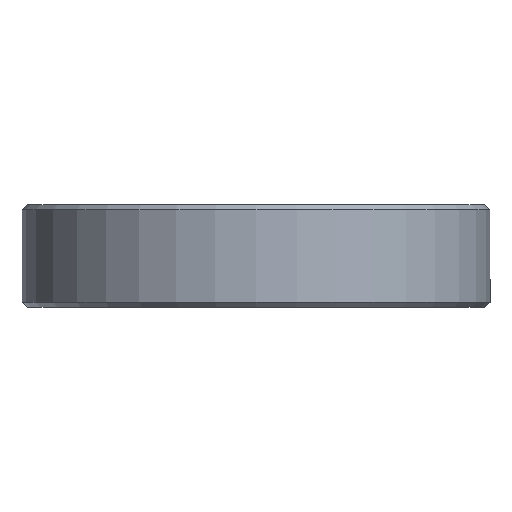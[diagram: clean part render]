
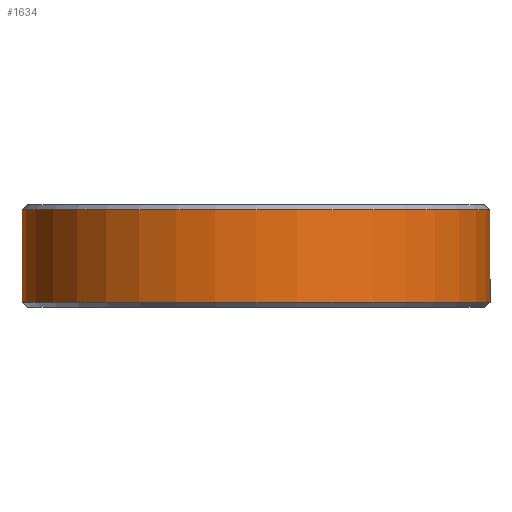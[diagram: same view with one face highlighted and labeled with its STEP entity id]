
A CAD part, front view. The second image highlights one B-rep face of the part: STEP entity #1634.
In plain terms, the highlighted cylindrical face has radius 16 mm (diameter 32 mm), a partial arc.
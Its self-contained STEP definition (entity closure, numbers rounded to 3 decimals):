
#10 = CARTESIAN_POINT ( 'NONE',  ( 0., 0., 3.15 ) ) ;
#16 = CARTESIAN_POINT ( 'NONE',  ( 0., 0., 3.5 ) ) ;
#187 = CARTESIAN_POINT ( 'NONE',  ( 16., 0., 3.15 ) ) ;
#251 = AXIS2_PLACEMENT_3D ( 'NONE', #1348, #600, #1098 ) ;
#253 = VERTEX_POINT ( 'NONE', #187 ) ;
#254 = CARTESIAN_POINT ( 'NONE',  ( 16., 0., 3.5 ) ) ;
#260 = EDGE_CURVE ( 'NONE', #531, #1052, #1195, .T. ) ;
#319 = EDGE_LOOP ( 'NONE', ( #568, #1501, #1069, #993 ) ) ;
#356 = EDGE_CURVE ( 'NONE', #531, #995, #1527, .T. ) ;
#402 = VECTOR ( 'NONE', #1467, 1000. ) ;
#509 = CARTESIAN_POINT ( 'NONE',  ( -16., 0., 3.15 ) ) ;
#531 = VERTEX_POINT ( 'NONE', #749 ) ;
#568 = ORIENTED_EDGE ( 'NONE', *, *, #260, .F. ) ;
#600 = DIRECTION ( 'NONE',  ( 0., 0., 1. ) ) ;
#614 = DIRECTION ( 'NONE',  ( 1., 0., 0. ) ) ;
#654 = DIRECTION ( 'NONE',  ( 0., 0., 1. ) ) ;
#749 = CARTESIAN_POINT ( 'NONE',  ( -16., 0., -3.15 ) ) ;
#764 = CARTESIAN_POINT ( 'NONE',  ( 16., 0., -3.15 ) ) ;
#788 = DIRECTION ( 'NONE',  ( 1., 0., 0. ) ) ;
#935 = VECTOR ( 'NONE', #1583, 1000. ) ;
#939 = CARTESIAN_POINT ( 'NONE',  ( -16., 0., 3.5 ) ) ;
#952 = LINE ( 'NONE', #254, #402 ) ;
#993 = ORIENTED_EDGE ( 'NONE', *, *, #1457, .F. ) ;
#995 = VERTEX_POINT ( 'NONE', #764 ) ;
#1052 = VERTEX_POINT ( 'NONE', #509 ) ;
#1069 = ORIENTED_EDGE ( 'NONE', *, *, #1580, .T. ) ;
#1098 = DIRECTION ( 'NONE',  ( 1., 0., 0. ) ) ;
#1154 = AXIS2_PLACEMENT_3D ( 'NONE', #16, #654, #788 ) ;
#1195 = LINE ( 'NONE', #939, #935 ) ;
#1253 = DIRECTION ( 'NONE',  ( 0., 0., 1. ) ) ;
#1323 = CIRCLE ( 'NONE', #1416, 16. ) ;
#1348 = CARTESIAN_POINT ( 'NONE',  ( 0., 0., -3.15 ) ) ;
#1383 = CYLINDRICAL_SURFACE ( 'NONE', #1154, 16. ) ;
#1416 = AXIS2_PLACEMENT_3D ( 'NONE', #10, #1253, #614 ) ;
#1418 = FACE_OUTER_BOUND ( 'NONE', #319, .T. ) ;
#1457 = EDGE_CURVE ( 'NONE', #1052, #253, #1323, .T. ) ;
#1467 = DIRECTION ( 'NONE',  ( 0., 0., 1. ) ) ;
#1501 = ORIENTED_EDGE ( 'NONE', *, *, #356, .T. ) ;
#1527 = CIRCLE ( 'NONE', #251, 16. ) ;
#1580 = EDGE_CURVE ( 'NONE', #995, #253, #952, .T. ) ;
#1583 = DIRECTION ( 'NONE',  ( 0., 0., 1. ) ) ;
#1634 = ADVANCED_FACE ( 'NONE', ( #1418 ), #1383, .T. ) ;
